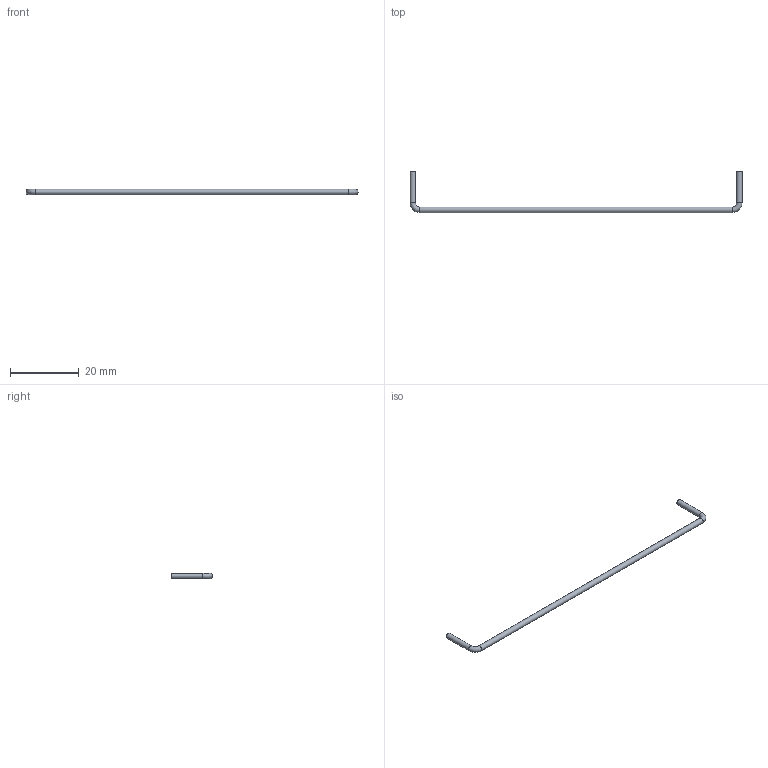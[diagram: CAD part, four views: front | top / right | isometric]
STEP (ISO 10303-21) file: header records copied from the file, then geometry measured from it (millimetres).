
FILE_DESCRIPTION(('FreeCAD Model'),'2;1');
FILE_NAME('Open CASCADE Shape Model','2023-06-14T19:55:43',(''),(''), 'Open CASCADE STEP processor 7.6','FreeCAD','Unknown');
FILE_SCHEMA(('AUTOMOTIVE_DESIGN { 1 0 10303 214 1 1 1 1 }'));
Length unit declared in the file: millimetre
Products named in the file (1): wire_6u
Bounding box: 96.85 x 12 x 1.6 mm (x, y, z)
Volume: 233.1 mm3; surface area: 586.8 mm2
Topology: 1 solids, 1 shells, 7 faces, 11 edges, 6 vertices
Faces by surface type: cylinder 3, torus 2, plane 2
Full cylindrical faces by diameter (mm): 1.6 x3
Entity records: 183 total; most frequent: DIRECTION 35, CARTESIAN_POINT 25, ORIENTED_EDGE 22, AXIS2_PLACEMENT_3D 16, EDGE_CURVE 11, CIRCLE 8, ADVANCED_FACE 7, FACE_BOUND 7
